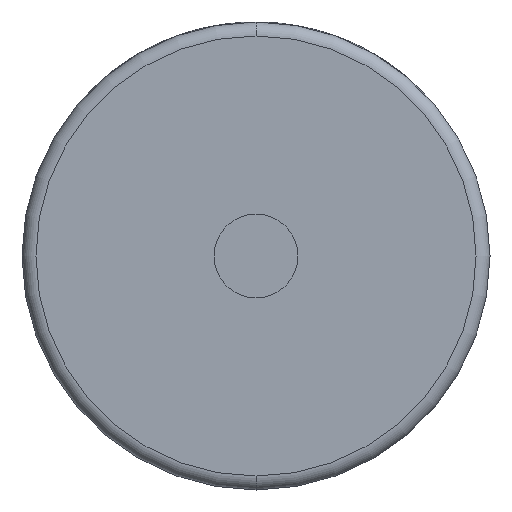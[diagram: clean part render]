
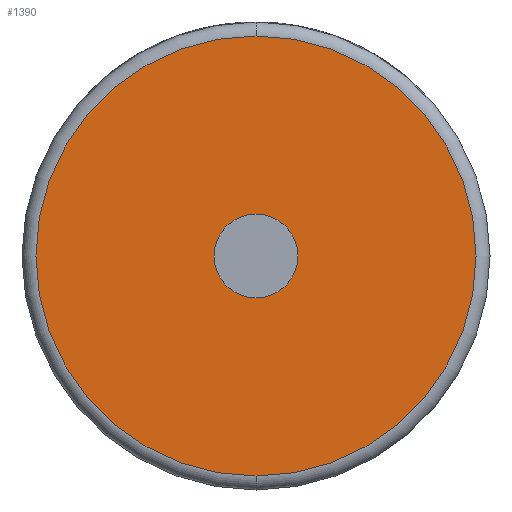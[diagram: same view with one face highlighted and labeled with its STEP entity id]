
A CAD part, front view. The second image highlights one B-rep face of the part: STEP entity #1390.
In plain terms, the highlighted planar face has unit normal (0, -1, 0).
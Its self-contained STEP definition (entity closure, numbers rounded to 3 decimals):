
#157 = VERTEX_POINT ( 'NONE', #2663 ) ;
#291 = VERTEX_POINT ( 'NONE', #2076 ) ;
#304 = DIRECTION ( 'NONE',  ( 0., 0., 1. ) ) ;
#333 = ORIENTED_EDGE ( 'NONE', *, *, #3387, .F. ) ;
#347 = ORIENTED_EDGE ( 'NONE', *, *, #1066, .T. ) ;
#637 = CARTESIAN_POINT ( 'NONE',  ( 0., 0., 0. ) ) ;
#654 = AXIS2_PLACEMENT_3D ( 'NONE', #4033, #2949, #1147 ) ;
#669 = DIRECTION ( 'NONE',  ( 0., 0., 1. ) ) ;
#865 = DIRECTION ( 'NONE',  ( 0., 0., 1. ) ) ;
#1001 = AXIS2_PLACEMENT_3D ( 'NONE', #3425, #3079, #865 ) ;
#1017 = CIRCLE ( 'NONE', #1456, 31.5 ) ;
#1066 = EDGE_CURVE ( 'NONE', #157, #291, #4169, .T. ) ;
#1092 = CARTESIAN_POINT ( 'NONE',  ( 0., 0., 0. ) ) ;
#1146 = VERTEX_POINT ( 'NONE', #2825 ) ;
#1147 = DIRECTION ( 'NONE',  ( 0., 0., 1. ) ) ;
#1322 = FACE_OUTER_BOUND ( 'NONE', #3910, .T. ) ;
#1390 = ADVANCED_FACE ( 'NONE', ( #1322, #4160 ), #4698, .F. ) ;
#1419 = DIRECTION ( 'NONE',  ( 0., -1., 0. ) ) ;
#1456 = AXIS2_PLACEMENT_3D ( 'NONE', #4575, #1419, #3732 ) ;
#1519 = EDGE_LOOP ( 'NONE', ( #3108, #333 ) ) ;
#2040 = AXIS2_PLACEMENT_3D ( 'NONE', #1092, #3285, #669 ) ;
#2076 = CARTESIAN_POINT ( 'NONE',  ( 0., 0., 31.5 ) ) ;
#2186 = EDGE_CURVE ( 'NONE', #1146, #3636, #4113, .T. ) ;
#2213 = ORIENTED_EDGE ( 'NONE', *, *, #3131, .T. ) ;
#2663 = CARTESIAN_POINT ( 'NONE',  ( 0., 0., -31.5 ) ) ;
#2825 = CARTESIAN_POINT ( 'NONE',  ( 0., 0., 6. ) ) ;
#2949 = DIRECTION ( 'NONE',  ( 0., -1., 0. ) ) ;
#3079 = DIRECTION ( 'NONE',  ( 0., -1., 0. ) ) ;
#3089 = CARTESIAN_POINT ( 'NONE',  ( 0., 0., -6. ) ) ;
#3108 = ORIENTED_EDGE ( 'NONE', *, *, #2186, .F. ) ;
#3131 = EDGE_CURVE ( 'NONE', #291, #157, #1017, .T. ) ;
#3146 = CIRCLE ( 'NONE', #654, 6. ) ;
#3206 = DIRECTION ( 'NONE',  ( 0., -1., 0. ) ) ;
#3247 = AXIS2_PLACEMENT_3D ( 'NONE', #637, #3206, #304 ) ;
#3285 = DIRECTION ( 'NONE',  ( 0., 1., 0. ) ) ;
#3387 = EDGE_CURVE ( 'NONE', #3636, #1146, #3146, .T. ) ;
#3425 = CARTESIAN_POINT ( 'NONE',  ( 0., 0., 0. ) ) ;
#3636 = VERTEX_POINT ( 'NONE', #3089 ) ;
#3732 = DIRECTION ( 'NONE',  ( 0., 0., 1. ) ) ;
#3910 = EDGE_LOOP ( 'NONE', ( #2213, #347 ) ) ;
#4033 = CARTESIAN_POINT ( 'NONE',  ( 0., 0., 0. ) ) ;
#4113 = CIRCLE ( 'NONE', #3247, 6. ) ;
#4160 = FACE_BOUND ( 'NONE', #1519, .T. ) ;
#4169 = CIRCLE ( 'NONE', #1001, 31.5 ) ;
#4575 = CARTESIAN_POINT ( 'NONE',  ( 0., 0., 0. ) ) ;
#4698 = PLANE ( 'NONE',  #2040 ) ;
